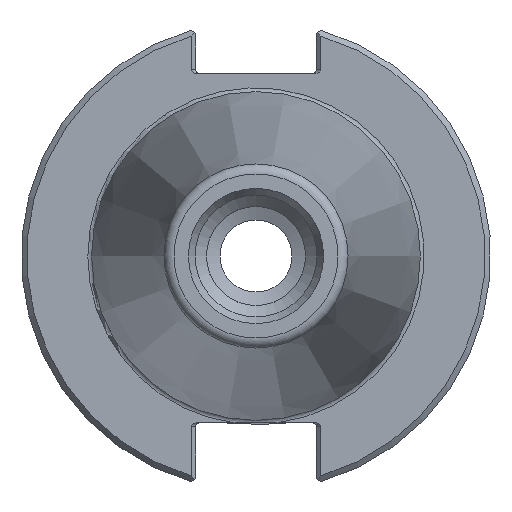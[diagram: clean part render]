
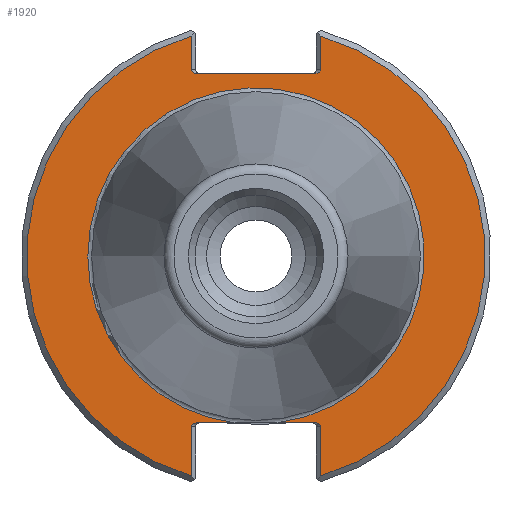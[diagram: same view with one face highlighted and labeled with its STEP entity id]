
A CAD part, left-side view. The second image highlights one B-rep face of the part: STEP entity #1920.
In plain terms, the highlighted planar face has unit normal (-1, 0, 0).
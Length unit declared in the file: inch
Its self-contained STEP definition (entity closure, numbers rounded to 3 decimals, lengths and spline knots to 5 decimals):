
#67=ELLIPSE('',#2075,0.02828,0.02);
#68=ELLIPSE('',#2077,0.02828,0.02);
#69=ELLIPSE('',#2078,0.02828,0.02);
#70=ELLIPSE('',#2080,0.02828,0.02);
#93=LINE('',#2925,#195);
#99=LINE('',#2953,#201);
#100=LINE('',#2957,#202);
#101=LINE('',#2961,#203);
#102=LINE('',#2966,#204);
#103=LINE('',#2970,#205);
#104=LINE('',#2973,#206);
#195=VECTOR('',#2360,0.63343);
#201=VECTOR('',#2374,0.205);
#202=VECTOR('',#2377,0.2622);
#203=VECTOR('',#2380,0.1782);
#204=VECTOR('',#2385,0.1782);
#205=VECTOR('',#2388,0.2622);
#206=VECTOR('',#2391,0.205);
#320=PLANE('',#2074);
#470=FACE_OUTER_BOUND('',#613,.T.);
#613=EDGE_LOOP('',(#1332,#1333,#1334,#1335,#1336,#1337,#1338,#1339,#1340,
#1341,#1342,#1343,#1344,#1345));
#763=CIRCLE('',#2072,0.895);
#765=CIRCLE('',#2076,1.22);
#766=CIRCLE('',#2079,1.22);
#857=VERTEX_POINT('',#2921);
#859=VERTEX_POINT('',#2924);
#863=VERTEX_POINT('',#2935);
#864=VERTEX_POINT('',#2936);
#866=VERTEX_POINT('',#2952);
#867=VERTEX_POINT('',#2954);
#868=VERTEX_POINT('',#2956);
#869=VERTEX_POINT('',#2958);
#870=VERTEX_POINT('',#2960);
#871=VERTEX_POINT('',#2963);
#872=VERTEX_POINT('',#2965);
#873=VERTEX_POINT('',#2967);
#874=VERTEX_POINT('',#2969);
#875=VERTEX_POINT('',#2971);
#1044=EDGE_CURVE('',#857,#859,#93,.T.);
#1051=EDGE_CURVE('',#863,#864,#763,.T.);
#1053=EDGE_CURVE('',#866,#863,#99,.T.);
#1054=EDGE_CURVE('',#867,#866,#67,.T.);
#1055=EDGE_CURVE('',#868,#867,#100,.T.);
#1056=EDGE_CURVE('',#869,#868,#765,.T.);
#1057=EDGE_CURVE('',#870,#869,#101,.T.);
#1058=EDGE_CURVE('',#859,#870,#68,.T.);
#1059=EDGE_CURVE('',#871,#857,#69,.T.);
#1060=EDGE_CURVE('',#872,#871,#102,.T.);
#1061=EDGE_CURVE('',#873,#872,#766,.T.);
#1062=EDGE_CURVE('',#874,#873,#103,.T.);
#1063=EDGE_CURVE('',#875,#874,#70,.T.);
#1064=EDGE_CURVE('',#864,#875,#104,.T.);
#1332=ORIENTED_EDGE('',*,*,#1051,.F.);
#1333=ORIENTED_EDGE('',*,*,#1053,.F.);
#1334=ORIENTED_EDGE('',*,*,#1054,.F.);
#1335=ORIENTED_EDGE('',*,*,#1055,.F.);
#1336=ORIENTED_EDGE('',*,*,#1056,.F.);
#1337=ORIENTED_EDGE('',*,*,#1057,.F.);
#1338=ORIENTED_EDGE('',*,*,#1058,.F.);
#1339=ORIENTED_EDGE('',*,*,#1044,.F.);
#1340=ORIENTED_EDGE('',*,*,#1059,.F.);
#1341=ORIENTED_EDGE('',*,*,#1060,.F.);
#1342=ORIENTED_EDGE('',*,*,#1061,.F.);
#1343=ORIENTED_EDGE('',*,*,#1062,.F.);
#1344=ORIENTED_EDGE('',*,*,#1063,.F.);
#1345=ORIENTED_EDGE('',*,*,#1064,.F.);
#1920=ADVANCED_FACE('',(#470),#320,.T.);
#2072=AXIS2_PLACEMENT_3D('',#2948,#2368,#2369);
#2074=AXIS2_PLACEMENT_3D('',#2951,#2372,#2373);
#2075=AXIS2_PLACEMENT_3D('',#2955,#2375,#2376);
#2076=AXIS2_PLACEMENT_3D('',#2959,#2378,#2379);
#2077=AXIS2_PLACEMENT_3D('',#2962,#2381,#2382);
#2078=AXIS2_PLACEMENT_3D('',#2964,#2383,#2384);
#2079=AXIS2_PLACEMENT_3D('',#2968,#2386,#2387);
#2080=AXIS2_PLACEMENT_3D('',#2972,#2389,#2390);
#2360=DIRECTION('',(0.,-1.,0.));
#2368=DIRECTION('center_axis',(-1.,0.,0.));
#2369=DIRECTION('ref_axis',(0.,-1.,0.));
#2372=DIRECTION('center_axis',(-1.,0.,0.));
#2373=DIRECTION('ref_axis',(0.,0.,1.));
#2374=DIRECTION('',(0.,1.,0.));
#2375=DIRECTION('center_axis',(-1.,0.,0.));
#2376=DIRECTION('ref_axis',(0.,-1.,0.));
#2377=DIRECTION('',(0.,0.,1.));
#2378=DIRECTION('center_axis',(1.,0.,0.));
#2379=DIRECTION('ref_axis',(0.,-1.,0.));
#2380=DIRECTION('',(0.,0.,1.));
#2381=DIRECTION('center_axis',(-1.,0.,0.));
#2382=DIRECTION('ref_axis',(0.,-1.,0.));
#2383=DIRECTION('center_axis',(-1.,0.,0.));
#2384=DIRECTION('ref_axis',(0.,1.,0.));
#2385=DIRECTION('',(0.,0.,-1.));
#2386=DIRECTION('center_axis',(1.,0.,0.));
#2387=DIRECTION('ref_axis',(0.,1.,0.));
#2388=DIRECTION('',(0.,0.,-1.));
#2389=DIRECTION('center_axis',(-1.,0.,0.));
#2390=DIRECTION('ref_axis',(0.,1.,0.));
#2391=DIRECTION('',(0.,1.,0.));
#2921=CARTESIAN_POINT('',(0.125,0.31672,0.972));
#2924=CARTESIAN_POINT('',(0.125,-0.31672,0.972));
#2925=CARTESIAN_POINT('',(0.125,0.53125,0.972));
#2935=CARTESIAN_POINT('',(0.125,-0.11172,-0.888));
#2936=CARTESIAN_POINT('',(0.125,0.11172,-0.888));
#2948=CARTESIAN_POINT('Origin',(0.125,0.,0.));
#2951=CARTESIAN_POINT('Origin',(0.125,1.0625,0.));
#2952=CARTESIAN_POINT('',(0.125,-0.31672,-0.888));
#2953=CARTESIAN_POINT('',(0.125,0.53125,-0.888));
#2954=CARTESIAN_POINT('',(0.125,-0.345,-0.908));
#2955=CARTESIAN_POINT('Origin',(0.125,-0.31672,-0.908));
#2956=CARTESIAN_POINT('',(0.125,-0.345,-1.1702));
#2957=CARTESIAN_POINT('',(0.125,-0.345,-0.444));
#2958=CARTESIAN_POINT('',(0.125,-0.345,1.1702));
#2959=CARTESIAN_POINT('Origin',(0.125,0.,0.));
#2960=CARTESIAN_POINT('',(0.125,-0.345,0.992));
#2961=CARTESIAN_POINT('',(0.125,-0.345,0.486));
#2962=CARTESIAN_POINT('Origin',(0.125,-0.31672,0.992));
#2963=CARTESIAN_POINT('',(0.125,0.345,0.992));
#2964=CARTESIAN_POINT('Origin',(0.125,0.31672,0.992));
#2965=CARTESIAN_POINT('',(0.125,0.345,1.1702));
#2966=CARTESIAN_POINT('',(0.125,0.345,0.486));
#2967=CARTESIAN_POINT('',(0.125,0.345,-1.1702));
#2968=CARTESIAN_POINT('Origin',(0.125,0.,0.));
#2969=CARTESIAN_POINT('',(0.125,0.345,-0.908));
#2970=CARTESIAN_POINT('',(0.125,0.345,-0.444));
#2971=CARTESIAN_POINT('',(0.125,0.31672,-0.888));
#2972=CARTESIAN_POINT('Origin',(0.125,0.31672,-0.908));
#2973=CARTESIAN_POINT('',(0.125,0.53125,-0.888));
